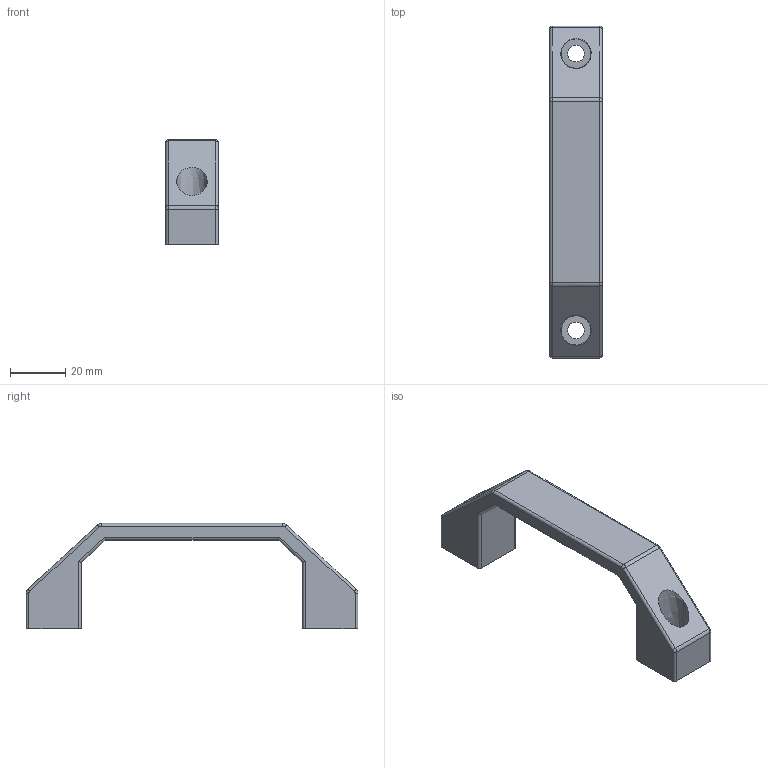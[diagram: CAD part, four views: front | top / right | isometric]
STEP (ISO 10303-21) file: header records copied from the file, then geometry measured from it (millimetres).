
FILE_DESCRIPTION(/* description */ (''),/* implementation_level */ '2;1');
FILE_NAME(/* name */ 'Handle.stp',/* time_stamp */ '2025-06-07T14:55:01+08:00',/* author */ (''),/* organization */ (''),/* preprocessor_version */ 'ST-DEVELOPER v19.2',/* originating_system */ 'Rhino 8.17',/* authorisation */ '');
FILE_SCHEMA (('CONFIG_CONTROL_DESIGN'));
Length unit declared in the file: millimetre
Products named in the file (1): Document
Bounding box: 19 x 120 x 38 mm (x, y, z)
Volume: 23436.7 mm3; surface area: 10259.9 mm2
Topology: 1 solids, 1 shells, 56 faces, 132 edges, 80 vertices
Faces by surface type: cylinder 28, plane 16, bspline 12
Entity records: 1890 total; most frequent: CARTESIAN_POINT 766, ORIENTED_EDGE 264, EDGE_CURVE 132, DIRECTION 120, AXIS2_PLACEMENT_3D 82, VERTEX_POINT 80, B_SPLINE_CURVE_WITH_KNOTS 64, EDGE_LOOP 62
